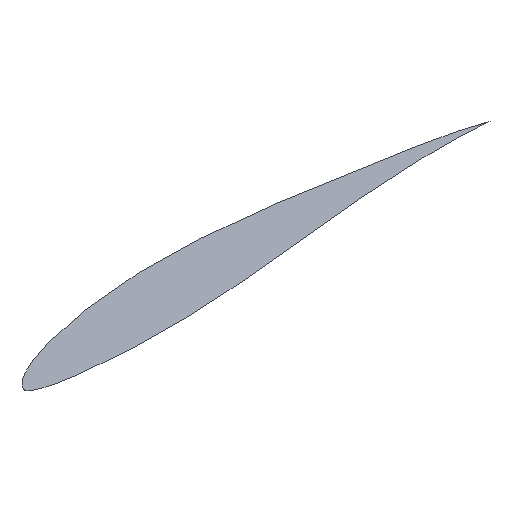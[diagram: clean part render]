
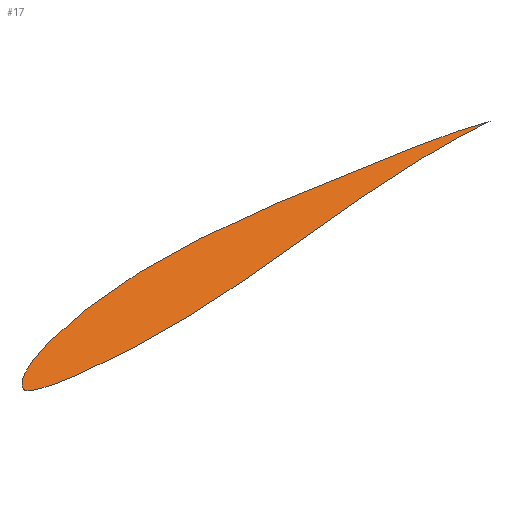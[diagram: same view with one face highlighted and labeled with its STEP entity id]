
A CAD part, isometric view. The second image highlights one B-rep face of the part: STEP entity #17.
In plain terms, the highlighted free-form (B-spline) face has degree [1, 1] with [2, 2] control points.
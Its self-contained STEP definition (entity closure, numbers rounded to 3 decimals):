
#17 = ADVANCED_FACE('',(#18),#103,.F.);
#18 = FACE_BOUND('',#19,.T.);
#19 = EDGE_LOOP('',(#20,#62));
#20 = ORIENTED_EDGE('',*,*,#21,.T.);
#21 = EDGE_CURVE('',#22,#24,#26,.T.);
#22 = VERTEX_POINT('',#23);
#23 = CARTESIAN_POINT('',(0.906,0.,0.));
#24 = VERTEX_POINT('',#25);
#25 = CARTESIAN_POINT('',(0.004,0.009,0.));
#26 = B_SPLINE_CURVE_WITH_KNOTS('',3,(#27,#28,#29,#30,#31,#32,#33,#34,
    #35,#36,#37,#38,#39,#40,#41,#42,#43,#44,#45,#46,#47,#48,#49,#50,#51,
    #52,#53,#54,#55,#56,#57,#58,#59,#60,#61),.UNSPECIFIED.,.F.,.F.,(4,1,
    1,1,1,1,1,1,1,1,1,1,1,1,1,1,1,1,1,1,1,1,1,1,1,1,1,1,1,1,1,1,4),(0.,
    0.002,0.007,0.014,
    0.024,0.036,0.051,
    0.067,0.086,0.106,0.127,
    0.15,0.173,0.197,0.221,
    0.245,0.269,0.292,0.314,
    0.336,0.357,0.378,0.397,
    0.415,0.432,0.448,0.462,
    0.474,0.484,0.492,0.499,
    0.5,0.5),.UNSPECIFIED.);
#27 = CARTESIAN_POINT('',(0.906,0.,0.));
#28 = CARTESIAN_POINT('',(0.906,0.,0.));
#29 = CARTESIAN_POINT('',(0.9,0.001,0.));
#30 = CARTESIAN_POINT('',(0.894,0.004,0.));
#31 = CARTESIAN_POINT('',(0.88,0.009,0.));
#32 = CARTESIAN_POINT('',(0.863,0.014,0.));
#33 = CARTESIAN_POINT('',(0.841,0.019,0.));
#34 = CARTESIAN_POINT('',(0.815,0.025,0.));
#35 = CARTESIAN_POINT('',(0.785,0.031,0.));
#36 = CARTESIAN_POINT('',(0.752,0.037,0.));
#37 = CARTESIAN_POINT('',(0.715,0.044,0.));
#38 = CARTESIAN_POINT('',(0.676,0.051,0.));
#39 = CARTESIAN_POINT('',(0.635,0.058,0.));
#40 = CARTESIAN_POINT('',(0.592,0.065,0.));
#41 = CARTESIAN_POINT('',(0.549,0.071,0.));
#42 = CARTESIAN_POINT('',(0.505,0.077,0.));
#43 = CARTESIAN_POINT('',(0.461,0.081,0.));
#44 = CARTESIAN_POINT('',(0.418,0.085,0.));
#45 = CARTESIAN_POINT('',(0.375,0.087,0.));
#46 = CARTESIAN_POINT('',(0.333,0.088,0.));
#47 = CARTESIAN_POINT('',(0.293,0.086,0.));
#48 = CARTESIAN_POINT('',(0.254,0.083,0.));
#49 = CARTESIAN_POINT('',(0.216,0.079,0.));
#50 = CARTESIAN_POINT('',(0.181,0.074,0.));
#51 = CARTESIAN_POINT('',(0.148,0.068,0.));
#52 = CARTESIAN_POINT('',(0.117,0.061,0.));
#53 = CARTESIAN_POINT('',(0.09,0.053,0.));
#54 = CARTESIAN_POINT('',(0.066,0.045,0.));
#55 = CARTESIAN_POINT('',(0.045,0.037,0.));
#56 = CARTESIAN_POINT('',(0.028,0.028,0.));
#57 = CARTESIAN_POINT('',(0.015,0.02,0.));
#58 = CARTESIAN_POINT('',(0.008,0.013,0.));
#59 = CARTESIAN_POINT('',(0.005,0.009,0.));
#60 = CARTESIAN_POINT('',(0.004,0.009,0.));
#61 = CARTESIAN_POINT('',(0.004,0.009,0.));
#62 = ORIENTED_EDGE('',*,*,#63,.T.);
#63 = EDGE_CURVE('',#24,#22,#64,.T.);
#64 = B_SPLINE_CURVE_WITH_KNOTS('',3,(#65,#66,#67,#68,#69,#70,#71,#72,
    #73,#74,#75,#76,#77,#78,#79,#80,#81,#82,#83,#84,#85,#86,#87,#88,#89,
    #90,#91,#92,#93,#94,#95,#96,#97,#98,#99,#100,#101,#102),
  .UNSPECIFIED.,.F.,.F.,(4,1,1,1,1,1,1,1,1,1,1,1,1,1,1,1,1,1,1,1,1,1,1,1
    ,1,1,1,1,1,1,1,1,1,1,1,4),(0.5,0.503,0.504,
    0.505,0.506,0.507,0.508,
    0.509,0.512,0.518,0.526,
    0.537,0.551,0.566,0.583,
    0.602,0.623,0.644,0.667,
    0.691,0.715,0.741,0.767,
    0.794,0.82,0.847,0.872,
    0.896,0.918,0.939,0.957,
    0.972,0.984,0.993,0.998,1.),
  .UNSPECIFIED.);
#65 = CARTESIAN_POINT('',(0.004,0.009,0.));
#66 = CARTESIAN_POINT('',(0.003,0.007,0.));
#67 = CARTESIAN_POINT('',(0.002,0.005,0.));
#68 = CARTESIAN_POINT('',(0.,0.002,0.));
#69 = CARTESIAN_POINT('',(0.,0.,0.));
#70 = CARTESIAN_POINT('',(0.,-0.001,0.));
#71 = CARTESIAN_POINT('',(0.001,-0.002,0.));
#72 = CARTESIAN_POINT('',(0.002,-0.004,0.));
#73 = CARTESIAN_POINT('',(0.004,-0.006,0.));
#74 = CARTESIAN_POINT('',(0.01,-0.01,0.));
#75 = CARTESIAN_POINT('',(0.019,-0.014,0.));
#76 = CARTESIAN_POINT('',(0.034,-0.019,0.));
#77 = CARTESIAN_POINT('',(0.054,-0.023,0.));
#78 = CARTESIAN_POINT('',(0.078,-0.027,0.));
#79 = CARTESIAN_POINT('',(0.106,-0.03,0.));
#80 = CARTESIAN_POINT('',(0.138,-0.033,0.));
#81 = CARTESIAN_POINT('',(0.173,-0.035,0.));
#82 = CARTESIAN_POINT('',(0.211,-0.036,0.));
#83 = CARTESIAN_POINT('',(0.251,-0.036,0.));
#84 = CARTESIAN_POINT('',(0.293,-0.036,0.));
#85 = CARTESIAN_POINT('',(0.336,-0.034,0.));
#86 = CARTESIAN_POINT('',(0.382,-0.03,0.));
#87 = CARTESIAN_POINT('',(0.429,-0.026,0.));
#88 = CARTESIAN_POINT('',(0.477,-0.021,0.));
#89 = CARTESIAN_POINT('',(0.525,-0.015,0.));
#90 = CARTESIAN_POINT('',(0.574,-0.01,0.));
#91 = CARTESIAN_POINT('',(0.622,-0.006,0.));
#92 = CARTESIAN_POINT('',(0.669,-0.002,0.));
#93 = CARTESIAN_POINT('',(0.713,0.001,0.));
#94 = CARTESIAN_POINT('',(0.754,0.003,0.));
#95 = CARTESIAN_POINT('',(0.791,0.004,0.));
#96 = CARTESIAN_POINT('',(0.824,0.004,0.));
#97 = CARTESIAN_POINT('',(0.852,0.003,0.));
#98 = CARTESIAN_POINT('',(0.874,0.003,0.));
#99 = CARTESIAN_POINT('',(0.892,0.001,0.));
#100 = CARTESIAN_POINT('',(0.899,0.001,0.));
#101 = CARTESIAN_POINT('',(0.906,0.,0.));
#102 = CARTESIAN_POINT('',(0.906,0.,0.));
#103 = B_SPLINE_SURFACE_WITH_KNOTS('',1,1,(
    (#104,#105)
    ,(#106,#107
    )),.UNSPECIFIED.,.F.,.F.,.F.,(2,2),(2,2),(-0.995,
    0.005),(-0.05,0.087),
  .PIECEWISE_BEZIER_KNOTS.);
#104 = CARTESIAN_POINT('',(0.906,-0.036,0.));
#105 = CARTESIAN_POINT('',(0.906,0.088,0.));
#106 = CARTESIAN_POINT('',(0.,-0.036,0.));
#107 = CARTESIAN_POINT('',(0.,0.088,0.));
